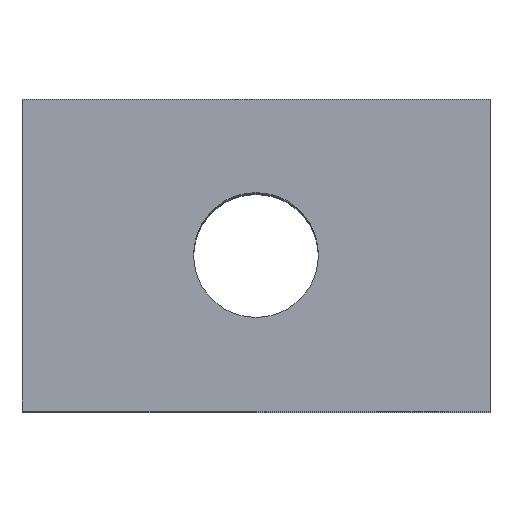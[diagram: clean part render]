
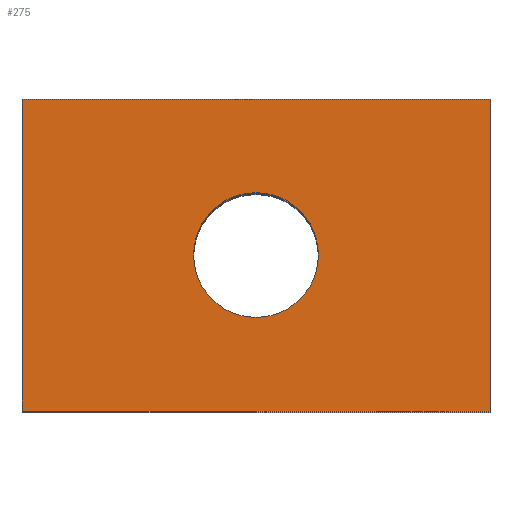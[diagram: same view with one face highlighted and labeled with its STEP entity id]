
A CAD part, top view. The second image highlights one B-rep face of the part: STEP entity #275.
In plain terms, the highlighted planar face has unit normal (0, 0, 1).
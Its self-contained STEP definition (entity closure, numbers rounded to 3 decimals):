
#42=CIRCLE('',#314,4.);
#74=ORIENTED_EDGE('',*,*,#126,.T.);
#75=ORIENTED_EDGE('',*,*,#112,.T.);
#76=ORIENTED_EDGE('',*,*,#118,.T.);
#77=ORIENTED_EDGE('',*,*,#121,.T.);
#78=ORIENTED_EDGE('',*,*,#125,.T.);
#112=EDGE_CURVE('',#141,#140,#164,.T.);
#118=EDGE_CURVE('',#140,#145,#168,.T.);
#121=EDGE_CURVE('',#145,#147,#171,.T.);
#125=EDGE_CURVE('',#147,#141,#173,.T.);
#126=EDGE_CURVE('',#150,#150,#42,.T.);
#140=VERTEX_POINT('',#436);
#141=VERTEX_POINT('',#438);
#145=VERTEX_POINT('',#448);
#147=VERTEX_POINT('',#454);
#150=VERTEX_POINT('',#465);
#164=LINE('',#437,#176);
#168=LINE('',#449,#180);
#171=LINE('',#455,#183);
#173=LINE('',#462,#185);
#176=VECTOR('',#348,1000.);
#180=VECTOR('',#358,1000.);
#183=VECTOR('',#363,1000.);
#185=VECTOR('',#371,1000.);
#194=EDGE_LOOP('',(#74));
#195=EDGE_LOOP('',(#75,#76,#77,#78));
#232=FACE_BOUND('',#194,.T.);
#233=FACE_BOUND('',#195,.T.);
#266=PLANE('',#313);
#275=ADVANCED_FACE('',(#232,#233),#266,.T.);
#313=AXIS2_PLACEMENT_3D('',#463,#372,#373);
#314=AXIS2_PLACEMENT_3D('',#464,#374,#375);
#348=DIRECTION('',(0.,-1.,0.));
#358=DIRECTION('',(1.,0.,0.));
#363=DIRECTION('',(0.,1.,0.));
#371=DIRECTION('',(-1.,0.,0.));
#372=DIRECTION('',(0.,0.,1.));
#373=DIRECTION('',(1.,0.,0.));
#374=DIRECTION('',(0.,0.,-1.));
#375=DIRECTION('',(-1.,0.,0.));
#436=CARTESIAN_POINT('',(-15.,0.,5.5));
#437=CARTESIAN_POINT('',(-15.,20.,5.5));
#438=CARTESIAN_POINT('',(-15.,20.,5.5));
#448=CARTESIAN_POINT('',(15.,0.,5.5));
#449=CARTESIAN_POINT('',(-15.,0.,5.5));
#454=CARTESIAN_POINT('',(15.,20.,5.5));
#455=CARTESIAN_POINT('',(15.,0.,5.5));
#462=CARTESIAN_POINT('',(15.,20.,5.5));
#463=CARTESIAN_POINT('',(0.,0.,5.5));
#464=CARTESIAN_POINT('',(0.,10.,5.5));
#465=CARTESIAN_POINT('',(-4.,10.,5.5));
